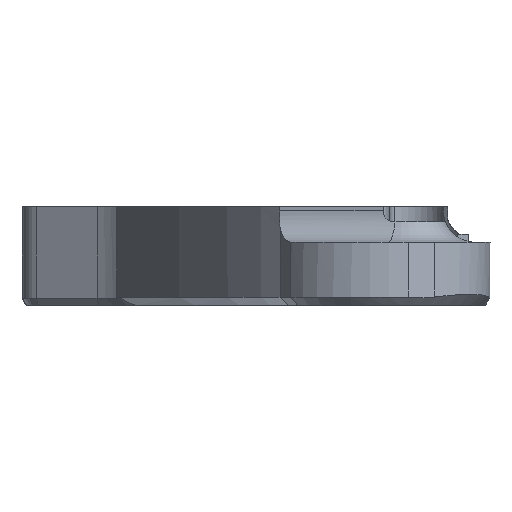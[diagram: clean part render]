
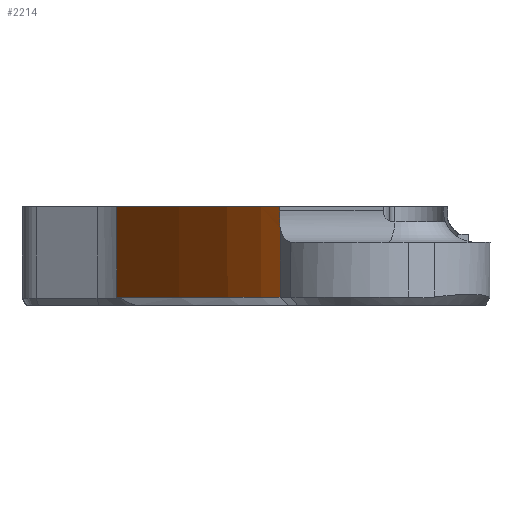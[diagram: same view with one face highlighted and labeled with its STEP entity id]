
A CAD part, left-side view. The second image highlights one B-rep face of the part: STEP entity #2214.
In plain terms, the highlighted cylindrical face has radius 68.868 mm (diameter 137.735 mm), a partial arc.
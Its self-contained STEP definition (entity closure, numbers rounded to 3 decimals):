
#88=B_SPLINE_CURVE_WITH_KNOTS('',3,(#3938,#3939,#3940,#3941,#3942,#3943),
 .UNSPECIFIED.,.F.,.F.,(4,2,4),(0.478,0.536,0.564),
 .UNSPECIFIED.);
#217=FACE_OUTER_BOUND('',#359,.T.);
#359=EDGE_LOOP('',(#1777,#1778,#1779,#1780,#1781,#1782));
#527=LINE('',#3874,#686);
#531=LINE('',#3944,#690);
#532=LINE('',#3945,#691);
#686=VECTOR('',#2959,10.);
#690=VECTOR('',#2979,10.);
#691=VECTOR('',#2980,10.);
#828=CIRCLE('',#2424,68.868);
#850=CIRCLE('',#2466,68.868);
#1014=VERTEX_POINT('',#3732);
#1015=VERTEX_POINT('',#3734);
#1048=VERTEX_POINT('',#3870);
#1050=VERTEX_POINT('',#3873);
#1057=VERTEX_POINT('',#3921);
#1059=VERTEX_POINT('',#3937);
#1260=EDGE_CURVE('',#1014,#1015,#828,.T.);
#1309=EDGE_CURVE('',#1048,#1050,#527,.T.);
#1321=EDGE_CURVE('',#1057,#1050,#850,.T.);
#1324=EDGE_CURVE('',#1059,#1048,#88,.T.);
#1325=EDGE_CURVE('',#1015,#1059,#531,.T.);
#1326=EDGE_CURVE('',#1014,#1057,#532,.T.);
#1777=ORIENTED_EDGE('',*,*,#1324,.F.);
#1778=ORIENTED_EDGE('',*,*,#1325,.F.);
#1779=ORIENTED_EDGE('',*,*,#1260,.F.);
#1780=ORIENTED_EDGE('',*,*,#1326,.T.);
#1781=ORIENTED_EDGE('',*,*,#1321,.T.);
#1782=ORIENTED_EDGE('',*,*,#1309,.F.);
#2132=CYLINDRICAL_SURFACE('',#2467,68.868);
#2214=ADVANCED_FACE('',(#217),#2132,.F.);
#2424=AXIS2_PLACEMENT_3D('',#3735,#2865,#2866);
#2466=AXIS2_PLACEMENT_3D('',#3922,#2975,#2976);
#2467=AXIS2_PLACEMENT_3D('',#3936,#2977,#2978);
#2865=DIRECTION('center_axis',(0.,0.,-1.));
#2866=DIRECTION('ref_axis',(-0.076,0.997,0.));
#2959=DIRECTION('',(0.,0.,-1.));
#2975=DIRECTION('center_axis',(0.,0.,-1.));
#2976=DIRECTION('ref_axis',(0.076,-0.997,0.));
#2977=DIRECTION('center_axis',(0.,0.,1.));
#2978=DIRECTION('ref_axis',(-0.076,0.997,0.));
#2979=DIRECTION('',(0.,0.,-1.));
#2980=DIRECTION('',(0.,0.,-1.));
#3732=CARTESIAN_POINT('',(26.736,14.181,0.));
#3734=CARTESIAN_POINT('',(-0.42,6.167,0.));
#3735=CARTESIAN_POINT('Origin',(-5.918,74.815,0.));
#3870=CARTESIAN_POINT('',(-0.681,6.147,-1.041));
#3873=CARTESIAN_POINT('',(-0.681,6.147,-4.45));
#3874=CARTESIAN_POINT('',(-0.681,6.147,0.));
#3921=CARTESIAN_POINT('',(26.736,14.181,-4.45));
#3922=CARTESIAN_POINT('Origin',(-5.918,74.815,-4.45));
#3936=CARTESIAN_POINT('Origin',(-5.918,74.815,0.));
#3937=CARTESIAN_POINT('',(-0.42,6.167,-0.2));
#3938=CARTESIAN_POINT('Ctrl Pts',(-0.42,6.167,-0.2));
#3939=CARTESIAN_POINT('Ctrl Pts',(-0.42,6.167,-0.394));
#3940=CARTESIAN_POINT('Ctrl Pts',(-0.461,6.164,-0.601));
#3941=CARTESIAN_POINT('Ctrl Pts',(-0.581,6.155,-0.878));
#3942=CARTESIAN_POINT('Ctrl Pts',(-0.628,6.151,-0.962));
#3943=CARTESIAN_POINT('Ctrl Pts',(-0.681,6.147,-1.041));
#3944=CARTESIAN_POINT('',(-0.42,6.167,0.));
#3945=CARTESIAN_POINT('',(26.736,14.181,0.));
